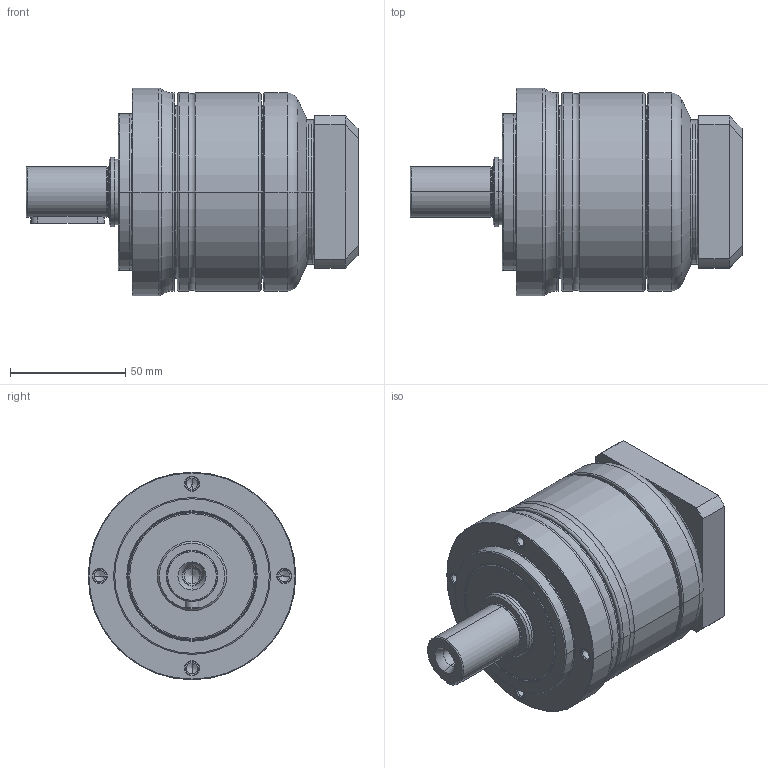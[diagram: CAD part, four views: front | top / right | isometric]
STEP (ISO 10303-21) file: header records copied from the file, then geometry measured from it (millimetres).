
FILE_DESCRIPTION((''),'2;1');
FILE_NAME('PE2-090_1ST_14-P0411300101_ASM','2016-04-21T',('d00435'),(''),'PRO/ENGINEER BY PARAMETRIC TECHNOLOGY CORPORATION, 2008410','PRO/ENGINEER BY PARAMETRIC TECHNOLOGY CORPORATION, 2008410','');
FILE_SCHEMA(('CONFIG_CONTROL_DESIGN'));
Length unit declared in the file: millimetre
Products named in the file (9): P1323310001; P0250300001; P1324300001; P0350301001; P0941300001; P0503300005; P0411300101; P1702300001; PE2-090_1ST_14-P0411300101_ASM
Assembly tree (8 placements, depth 2):
  PE2-090_1ST_14-P0411300101_ASM
    P1323310001
    P0250300001
    P1324300001
    P0350301001
    P0941300001
    P0503300005
    P0411300101
    P1702300001
Bounding box: 144 x 90 x 90 mm (x, y, z)
Volume: 482555.7 mm3; surface area: 112998.7 mm2
Topology: 8 solids, 22 shells, 527 faces, 1180 edges, 698 vertices
Faces by surface type: cylinder 168, cone 144, torus 102, plane 97, bspline 16
Entity records: 19226 total; most frequent: CARTESIAN_POINT 7164, DIRECTION 2779, ORIENTED_EDGE 2232, AXIS2_PLACEMENT_3D 1202, EDGE_CURVE 1144, VERTEX_POINT 698, CIRCLE 664, EDGE_LOOP 608
